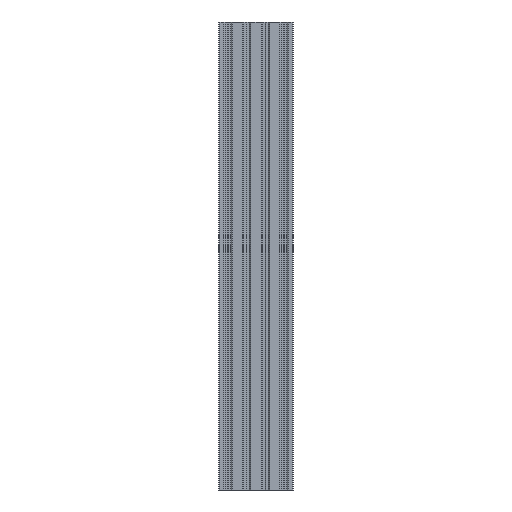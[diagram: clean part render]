
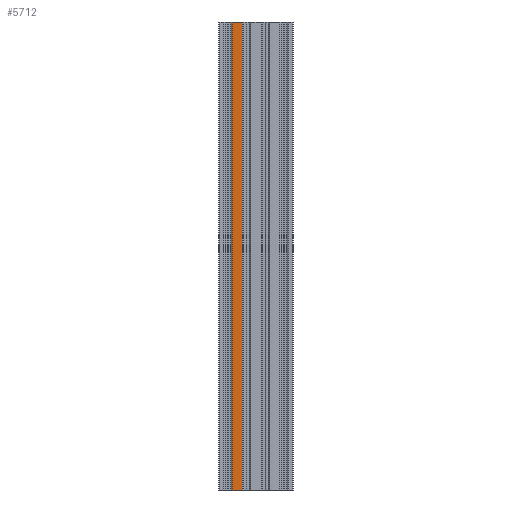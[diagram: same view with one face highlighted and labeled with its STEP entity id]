
A CAD part, left-side view. The second image highlights one B-rep face of the part: STEP entity #5712.
In plain terms, the highlighted planar face has unit normal (-1, 0, 0).
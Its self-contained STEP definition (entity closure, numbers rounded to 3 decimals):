
#215 = CARTESIAN_POINT ( 'NONE',  ( -20., 25.42, 0. ) ) ;
#361 = FACE_OUTER_BOUND ( 'NONE', #8774, .T. ) ;
#573 = CARTESIAN_POINT ( 'NONE',  ( -20., 25.42, 500. ) ) ;
#697 = ORIENTED_EDGE ( 'NONE', *, *, #6384, .T. ) ;
#747 = LINE ( 'NONE', #4832, #6787 ) ;
#823 = CARTESIAN_POINT ( 'NONE',  ( -20., 0., 500. ) ) ;
#1061 = DIRECTION ( 'NONE',  ( 0., 1., 0. ) ) ;
#1221 = AXIS2_PLACEMENT_3D ( 'NONE', #823, #2326, #2360 ) ;
#1494 = ORIENTED_EDGE ( 'NONE', *, *, #4304, .T. ) ;
#1592 = PLANE ( 'NONE',  #1221 ) ;
#1701 = EDGE_CURVE ( 'NONE', #7655, #1897, #3620, .T. ) ;
#1897 = VERTEX_POINT ( 'NONE', #2075 ) ;
#2075 = CARTESIAN_POINT ( 'NONE',  ( -20., 14.58, 0. ) ) ;
#2099 = DIRECTION ( 'NONE',  ( 0., 0., -1. ) ) ;
#2109 = ORIENTED_EDGE ( 'NONE', *, *, #1701, .F. ) ;
#2326 = DIRECTION ( 'NONE',  ( -1., 0., 0. ) ) ;
#2360 = DIRECTION ( 'NONE',  ( 0., -1., 0. ) ) ;
#3184 = VECTOR ( 'NONE', #2099, 1000. ) ;
#3404 = VERTEX_POINT ( 'NONE', #215 ) ;
#3620 = LINE ( 'NONE', #3784, #9448 ) ;
#3726 = VECTOR ( 'NONE', #5236, 1000. ) ;
#3784 = CARTESIAN_POINT ( 'NONE',  ( -20., 14.58, 500. ) ) ;
#4304 = EDGE_CURVE ( 'NONE', #5691, #3404, #9231, .T. ) ;
#4765 = CARTESIAN_POINT ( 'NONE',  ( -20., 14.58, 500. ) ) ;
#4832 = CARTESIAN_POINT ( 'NONE',  ( -20., 0., 500. ) ) ;
#5236 = DIRECTION ( 'NONE',  ( 0., 1., 0. ) ) ;
#5691 = VERTEX_POINT ( 'NONE', #6102 ) ;
#5712 = ADVANCED_FACE ( 'NONE', ( #361 ), #1592, .T. ) ;
#5775 = LINE ( 'NONE', #6755, #3726 ) ;
#6102 = CARTESIAN_POINT ( 'NONE',  ( -20., 25.42, 500. ) ) ;
#6384 = EDGE_CURVE ( 'NONE', #7655, #5691, #747, .T. ) ;
#6755 = CARTESIAN_POINT ( 'NONE',  ( -20., 0., 0. ) ) ;
#6787 = VECTOR ( 'NONE', #1061, 1000. ) ;
#7536 = ORIENTED_EDGE ( 'NONE', *, *, #8331, .F. ) ;
#7655 = VERTEX_POINT ( 'NONE', #4765 ) ;
#8331 = EDGE_CURVE ( 'NONE', #1897, #3404, #5775, .T. ) ;
#8363 = DIRECTION ( 'NONE',  ( 0., 0., -1. ) ) ;
#8774 = EDGE_LOOP ( 'NONE', ( #7536, #2109, #697, #1494 ) ) ;
#9231 = LINE ( 'NONE', #573, #3184 ) ;
#9448 = VECTOR ( 'NONE', #8363, 1000. ) ;
